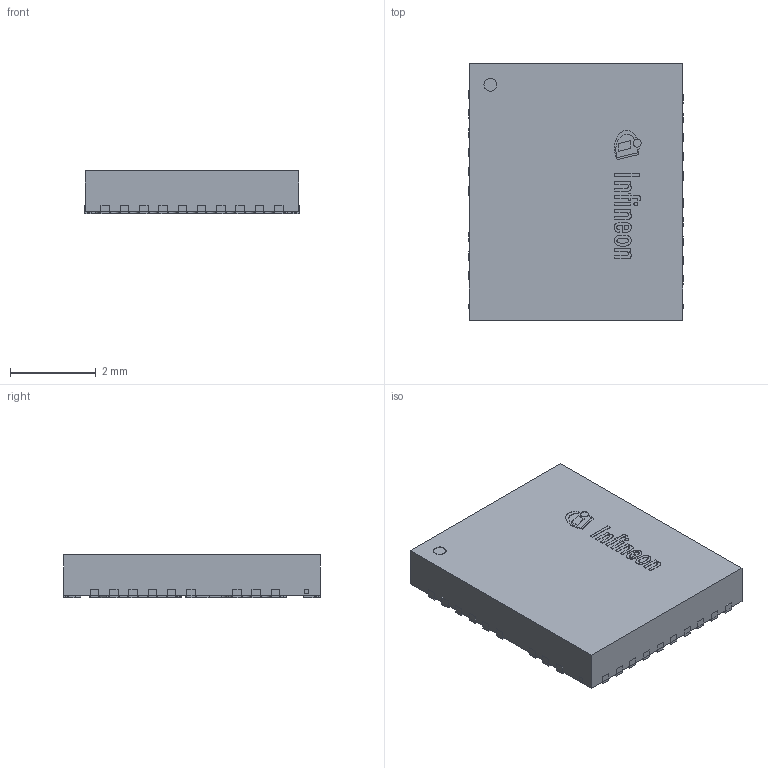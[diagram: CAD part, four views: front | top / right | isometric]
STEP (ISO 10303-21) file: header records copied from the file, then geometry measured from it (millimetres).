
FILE_DESCRIPTION(/* description */ (''),/* implementation_level */ '2;1');
FILE_NAME(/* name */ 'PG-IQFN-39-2_Z8B00180434_V02_3D.stp',/* time_stamp */ '2020-07-03T20:00:58+06:00',/* author */ ('janartha'),/* organization */ (''),/* preprocessor_version */ 'ST-DEVELOPER v16.13',/* originating_system */ 'AutoCAD Mechanical',/* authorisation */ '');
FILE_SCHEMA (('AUTOMOTIVE_DESIGN { 1 0 10303 214 3 1 1 }'));
Length unit declared in the file: millimetre
Products named in the file (1): Product
Bounding box: 5 x 6 x 1.01 mm (x, y, z)
Surface area: 133.2 mm2
Topology: 37 solids, 37 shells, 606 faces, 1663 edges, 1133 vertices
Faces by surface type: plane 374, cylinder 214, bspline 18
Full cylindrical faces by diameter (mm): 0.093 x1, 0.189 x1, 0.299 x2
Entity records: 19666 total; most frequent: CARTESIAN_POINT 4022, DIRECTION 3259, ORIENTED_EDGE 3178, EDGE_CURVE 1589, LINE 1165, VECTOR 1165, VERTEX_POINT 1062, AXIS2_PLACEMENT_3D 1047
